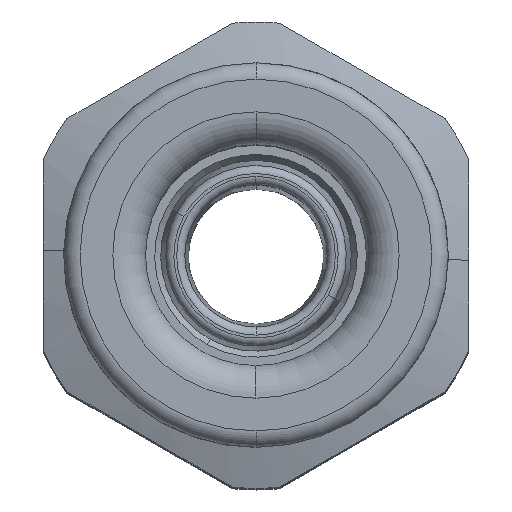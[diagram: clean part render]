
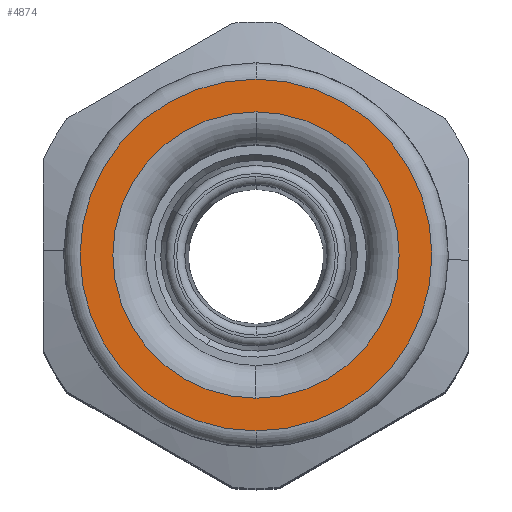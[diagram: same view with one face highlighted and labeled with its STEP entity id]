
A CAD part, top view. The second image highlights one B-rep face of the part: STEP entity #4874.
In plain terms, the highlighted planar face has unit normal (0, 0, 1).
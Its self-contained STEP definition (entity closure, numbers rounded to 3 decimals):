
#4768=AXIS2_PLACEMENT_3D('Circle Axis2P3D',#4766,#4767,$) ;
#4792=AXIS2_PLACEMENT_3D('Circle Axis2P3D',#4790,#4791,$) ;
#4850=AXIS2_PLACEMENT_3D('Plane Axis2P3D',#4847,#4848,#4849) ;
#4854=AXIS2_PLACEMENT_3D('Circle Axis2P3D',#4852,#4853,$) ;
#4863=AXIS2_PLACEMENT_3D('Circle Axis2P3D',#4861,#4862,$) ;
#4763=CARTESIAN_POINT('Vertex',(13.,23.,77.9)) ;
#4766=CARTESIAN_POINT('Axis2P3D Location',(13.,14.25,77.9)) ;
#4770=CARTESIAN_POINT('Vertex',(13.,5.5,77.9)) ;
#4790=CARTESIAN_POINT('Axis2P3D Location',(13.,14.25,77.9)) ;
#4847=CARTESIAN_POINT('Axis2P3D Location',(13.,14.25,77.9)) ;
#4852=CARTESIAN_POINT('Axis2P3D Location',(13.,14.25,77.9)) ;
#4856=CARTESIAN_POINT('Vertex',(13.,25.,77.9)) ;
#4858=CARTESIAN_POINT('Vertex',(13.,3.5,77.9)) ;
#4861=CARTESIAN_POINT('Axis2P3D Location',(13.,14.25,77.9)) ;
#4767=DIRECTION('Axis2P3D Direction',(0.,0.,1.)) ;
#4791=DIRECTION('Axis2P3D Direction',(0.,0.,1.)) ;
#4848=DIRECTION('Axis2P3D Direction',(0.,0.,1.)) ;
#4849=DIRECTION('Axis2P3D XDirection',(0.,1.,0.)) ;
#4853=DIRECTION('Axis2P3D Direction',(0.,0.,1.)) ;
#4862=DIRECTION('Axis2P3D Direction',(0.,0.,1.)) ;
#4867=ORIENTED_EDGE('',*,*,#4860,.T.) ;
#4868=ORIENTED_EDGE('',*,*,#4865,.T.) ;
#4871=ORIENTED_EDGE('',*,*,#4794,.F.) ;
#4872=ORIENTED_EDGE('',*,*,#4772,.F.) ;
#4873=FACE_BOUND('',#4870,.T.) ;
#4874=ADVANCED_FACE('Body',(#4869,#4873),#4851,.T.) ;
#4769=CIRCLE('generated circle',#4768,8.75) ;
#4793=CIRCLE('generated circle',#4792,8.75) ;
#4855=CIRCLE('generated circle',#4854,10.75) ;
#4864=CIRCLE('generated circle',#4863,10.75) ;
#4772=EDGE_CURVE('',#4764,#4771,#4769,.T.) ;
#4794=EDGE_CURVE('',#4771,#4764,#4793,.T.) ;
#4860=EDGE_CURVE('',#4857,#4859,#4855,.T.) ;
#4865=EDGE_CURVE('',#4859,#4857,#4864,.T.) ;
#4866=EDGE_LOOP('',(#4867,#4868)) ;
#4870=EDGE_LOOP('',(#4871,#4872)) ;
#4869=FACE_OUTER_BOUND('',#4866,.T.) ;
#4851=PLANE('',#4850) ;
#4764=VERTEX_POINT('',#4763) ;
#4771=VERTEX_POINT('',#4770) ;
#4857=VERTEX_POINT('',#4856) ;
#4859=VERTEX_POINT('',#4858) ;
